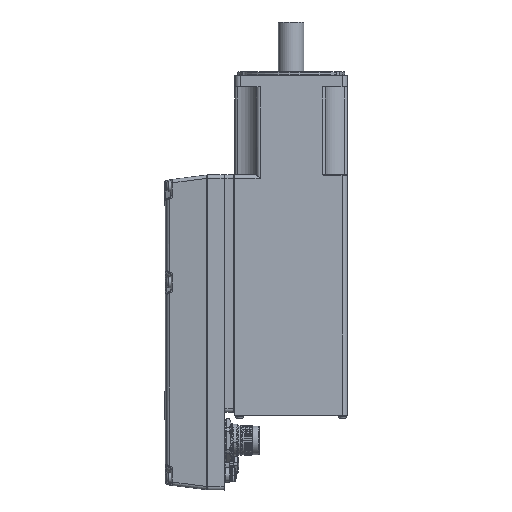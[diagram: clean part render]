
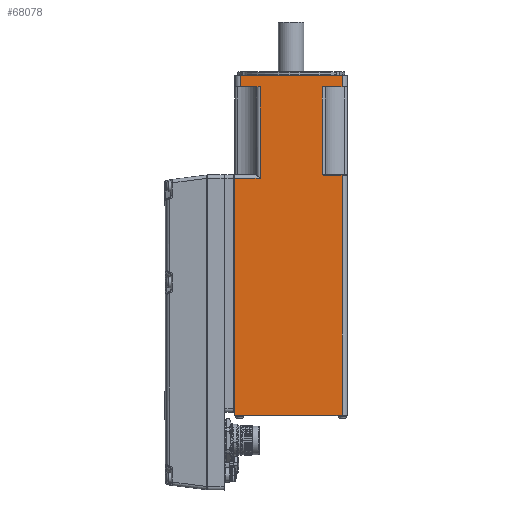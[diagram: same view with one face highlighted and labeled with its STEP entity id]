
A CAD part, left-side view. The second image highlights one B-rep face of the part: STEP entity #68078.
In plain terms, the highlighted planar face has unit normal (-1, 0, 0).
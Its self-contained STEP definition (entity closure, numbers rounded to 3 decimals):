
#63=DIRECTION('',(0.,0.,-1.));
#64=VECTOR('',#63,179.3);
#65=CARTESIAN_POINT('',(-42.,-38.,-79.));
#66=LINE('',#65,#64);
#67=DIRECTION('',(0.,1.,0.));
#68=VECTOR('',#67,80.3);
#69=CARTESIAN_POINT('',(-42.,-38.,-258.3));
#70=LINE('',#69,#68);
#71=DIRECTION('',(0.,1.,0.));
#72=VECTOR('',#71,14.773);
#73=CARTESIAN_POINT('',(-42.,23.227,-12.9));
#74=LINE('',#73,#72);
#75=DIRECTION('',(0.,1.,0.));
#76=VECTOR('',#75,14.773);
#77=CARTESIAN_POINT('',(-42.,-38.,-12.9));
#78=LINE('',#77,#76);
#79=CARTESIAN_POINT('',(-42.,-23.227,-78.45));
#80=CARTESIAN_POINT('',(-42.,-23.273,-78.473));
#81=CARTESIAN_POINT('',(-42.,-23.367,-78.52));
#82=CARTESIAN_POINT('',(-42.,-23.513,-78.592));
#83=CARTESIAN_POINT('',(-42.,-23.671,-78.667));
#84=CARTESIAN_POINT('',(-42.,-23.845,-78.745));
#85=CARTESIAN_POINT('',(-42.,-24.034,-78.822));
#86=CARTESIAN_POINT('',(-42.,-24.231,-78.891));
#87=CARTESIAN_POINT('',(-42.,-24.433,-78.947));
#88=CARTESIAN_POINT('',(-42.,-24.647,-78.988));
#89=CARTESIAN_POINT('',(-42.,-24.797,-79.));
#90=CARTESIAN_POINT('',(-42.,-24.877,-79.));
#207=DIRECTION('',(0.,0.,-1.));
#208=VECTOR('',#207,177.1);
#209=CARTESIAN_POINT('',(-42.,42.3,-81.2));
#210=LINE('',#209,#208);
#365=DIRECTION('',(0.,1.,0.));
#366=VECTOR('',#365,76.);
#367=CARTESIAN_POINT('',(-42.,-38.,-4.4));
#368=LINE('',#367,#366);
#521=DIRECTION('',(0.,0.,-1.));
#522=VECTOR('',#521,8.5);
#523=CARTESIAN_POINT('',(-42.,38.,-4.4));
#524=LINE('',#523,#522);
#571=DIRECTION('',(0.,0.,-1.));
#572=VECTOR('',#571,68.3);
#573=CARTESIAN_POINT('',(-42.,23.227,-12.9));
#574=LINE('',#573,#572);
#640=DIRECTION('',(0.,1.,0.));
#641=VECTOR('',#640,19.073);
#642=CARTESIAN_POINT('',(-42.,23.227,-81.2));
#643=LINE('',#642,#641);
#1001=DIRECTION('',(0.,0.,1.));
#1002=VECTOR('',#1001,8.5);
#1003=CARTESIAN_POINT('',(-42.,-38.,-12.9));
#1004=LINE('',#1003,#1002);
#1114=DIRECTION('',(0.,1.,0.));
#1115=VECTOR('',#1114,13.123);
#1116=CARTESIAN_POINT('',(-42.,-38.,-79.));
#1117=LINE('',#1116,#1115);
#1143=DIRECTION('',(0.,0.,1.));
#1144=VECTOR('',#1143,65.55);
#1145=CARTESIAN_POINT('',(-42.,-23.227,-78.45));
#1146=LINE('',#1145,#1144);
#60289=CARTESIAN_POINT('',(-42.,-38.,-4.4));
#60290=CARTESIAN_POINT('',(-42.,38.,-4.4));
#60291=VERTEX_POINT('',#60289);
#60292=VERTEX_POINT('',#60290);
#60293=CARTESIAN_POINT('',(-42.,-38.,-12.9));
#60294=VERTEX_POINT('',#60293);
#60295=CARTESIAN_POINT('',(-42.,38.,-12.9));
#60296=VERTEX_POINT('',#60295);
#60539=CARTESIAN_POINT('',(-42.,-38.,-79.));
#60540=CARTESIAN_POINT('',(-42.,-24.877,-79.));
#60541=VERTEX_POINT('',#60539);
#60542=VERTEX_POINT('',#60540);
#60543=CARTESIAN_POINT('',(-42.,23.227,
-81.2));
#60544=CARTESIAN_POINT('',(-42.,42.3,
-81.2));
#60545=VERTEX_POINT('',#60543);
#60546=VERTEX_POINT('',#60544);
#60547=VERTEX_POINT('',#79);
#60620=CARTESIAN_POINT('',(-42.,23.227,-12.9));
#60621=VERTEX_POINT('',#60620);
#60622=CARTESIAN_POINT('',(-42.,-23.227,-12.9));
#60624=VERTEX_POINT('',#60622);
#60836=CARTESIAN_POINT('',(-42.,-38.,-258.3));
#60837=VERTEX_POINT('',#60836);
#60838=CARTESIAN_POINT('',(-42.,42.3,
-258.3));
#60839=VERTEX_POINT('',#60838);
#68045=CARTESIAN_POINT('',(-42.,42.,0.));
#68046=DIRECTION('',(-1.,0.,0.));
#68047=DIRECTION('',(0.,-1.,0.));
#68048=AXIS2_PLACEMENT_3D('',#68045,#68046,#68047);
#68049=PLANE('',#68048);
#68051=ORIENTED_EDGE('',*,*,#68050,.T.);
#68053=ORIENTED_EDGE('',*,*,#68052,.T.);
#68055=ORIENTED_EDGE('',*,*,#68054,.F.);
#68057=ORIENTED_EDGE('',*,*,#68056,.F.);
#68059=ORIENTED_EDGE('',*,*,#68058,.F.);
#68061=ORIENTED_EDGE('',*,*,#68060,.T.);
#68063=ORIENTED_EDGE('',*,*,#68062,.F.);
#68065=ORIENTED_EDGE('',*,*,#68064,.F.);
#68067=ORIENTED_EDGE('',*,*,#68066,.F.);
#68069=ORIENTED_EDGE('',*,*,#68068,.T.);
#68071=ORIENTED_EDGE('',*,*,#68070,.F.);
#68073=ORIENTED_EDGE('',*,*,#68072,.T.);
#68075=ORIENTED_EDGE('',*,*,#68074,.F.);
#68076=EDGE_LOOP('',(#68051,#68053,#68055,#68057,#68059,#68061,#68063,#68065,
#68067,#68069,#68071,#68073,#68075));
#68077=FACE_OUTER_BOUND('',#68076,.F.);
#68078=ADVANCED_FACE('',(#68077),#68049,.T.);
#91=B_SPLINE_CURVE_WITH_KNOTS('',3,(#79,#80,#81,#82,#83,#84,#85,#86,#87,#88,#89,
#90),.UNSPECIFIED.,.F.,.F.,(4,1,1,1,1,1,1,1,1,4),(0.,0.09,
0.182,0.284,0.395,0.513,
0.635,0.752,0.868,1.),.UNSPECIFIED.);
#68050=EDGE_CURVE('',#60541,#60837,#66,.T.);
#68052=EDGE_CURVE('',#60837,#60839,#70,.T.);
#68054=EDGE_CURVE('',#60546,#60839,#210,.T.);
#68056=EDGE_CURVE('',#60545,#60546,#643,.T.);
#68058=EDGE_CURVE('',#60621,#60545,#574,.T.);
#68060=EDGE_CURVE('',#60621,#60296,#74,.T.);
#68062=EDGE_CURVE('',#60292,#60296,#524,.T.);
#68064=EDGE_CURVE('',#60291,#60292,#368,.T.);
#68066=EDGE_CURVE('',#60294,#60291,#1004,.T.);
#68068=EDGE_CURVE('',#60294,#60624,#78,.T.);
#68070=EDGE_CURVE('',#60547,#60624,#1146,.T.);
#68072=EDGE_CURVE('',#60547,#60542,#91,.T.);
#68074=EDGE_CURVE('',#60541,#60542,#1117,.T.);
